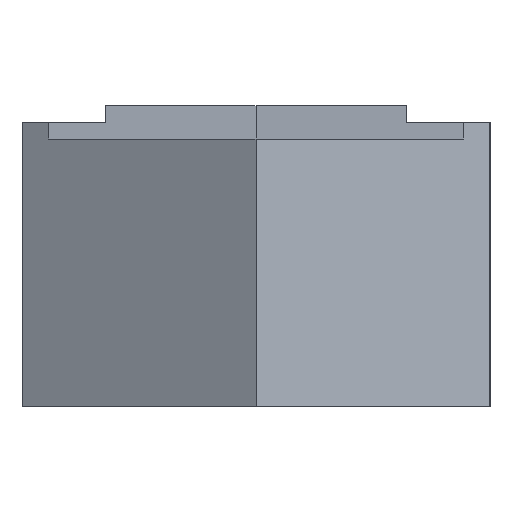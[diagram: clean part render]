
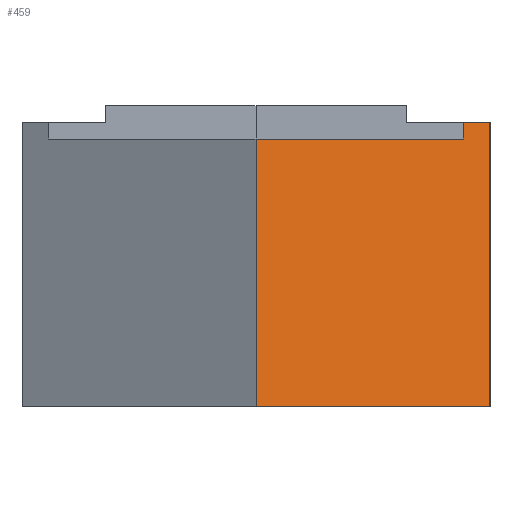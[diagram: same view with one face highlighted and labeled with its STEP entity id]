
A CAD part, left-side view. The second image highlights one B-rep face of the part: STEP entity #459.
In plain terms, the highlighted planar face has unit normal (-0.866, -0.5, 0).
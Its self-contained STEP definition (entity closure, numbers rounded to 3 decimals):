
#40=FACE_OUTER_BOUND('',#64,.T.);
#64=EDGE_LOOP('',(#385,#386,#387,#388,#389,#390));
#92=LINE('',#678,#151);
#100=LINE('',#694,#159);
#114=LINE('',#719,#173);
#121=LINE('',#735,#180);
#122=LINE('',#738,#181);
#123=LINE('',#739,#182);
#151=VECTOR('',#557,10.);
#159=VECTOR('',#569,10.);
#173=VECTOR('',#591,10.);
#180=VECTOR('',#606,10.);
#181=VECTOR('',#609,10.);
#182=VECTOR('',#610,10.);
#203=VERTEX_POINT('',#675);
#204=VERTEX_POINT('',#677);
#209=VERTEX_POINT('',#691);
#217=VERTEX_POINT('',#717);
#222=VERTEX_POINT('',#733);
#223=VERTEX_POINT('',#737);
#251=EDGE_CURVE('',#203,#204,#92,.T.);
#259=EDGE_CURVE('',#209,#203,#100,.T.);
#273=EDGE_CURVE('',#217,#209,#114,.T.);
#281=EDGE_CURVE('',#222,#204,#121,.T.);
#282=EDGE_CURVE('',#222,#223,#122,.T.);
#283=EDGE_CURVE('',#223,#217,#123,.T.);
#385=ORIENTED_EDGE('',*,*,#282,.F.);
#386=ORIENTED_EDGE('',*,*,#281,.T.);
#387=ORIENTED_EDGE('',*,*,#251,.F.);
#388=ORIENTED_EDGE('',*,*,#259,.F.);
#389=ORIENTED_EDGE('',*,*,#273,.F.);
#390=ORIENTED_EDGE('',*,*,#283,.F.);
#435=PLANE('',#502);
#459=ADVANCED_FACE('',(#40),#435,.T.);
#502=AXIS2_PLACEMENT_3D('',#736,#607,#608);
#557=DIRECTION('',(0.5,-0.866,0.));
#569=DIRECTION('',(0.,0.,1.));
#591=DIRECTION('',(0.5,-0.866,0.));
#606=DIRECTION('',(0.,0.,1.));
#607=DIRECTION('center_axis',(-0.866,-0.5,0.));
#608=DIRECTION('ref_axis',(0.5,-0.866,0.));
#609=DIRECTION('',(-0.5,0.866,0.));
#610=DIRECTION('',(0.,0.,1.));
#675=CARTESIAN_POINT('',(-2.7,-3.723,5.1));
#677=CARTESIAN_POINT('',(-2.425,-4.2,5.1));
#678=CARTESIAN_POINT('',(-3.169,-2.912,5.1));
#691=CARTESIAN_POINT('',(-2.7,-3.723,4.8));
#694=CARTESIAN_POINT('',(-2.7,-3.723,4.8));
#717=CARTESIAN_POINT('',(-4.85,0.,4.8));
#719=CARTESIAN_POINT('',(-2.425,-4.2,4.8));
#733=CARTESIAN_POINT('',(-2.425,-4.2,0.));
#735=CARTESIAN_POINT('',(-2.425,-4.2,0.));
#736=CARTESIAN_POINT('Origin',(-4.85,0.,0.));
#737=CARTESIAN_POINT('',(-4.85,0.,0.));
#738=CARTESIAN_POINT('',(-2.425,-4.2,0.));
#739=CARTESIAN_POINT('',(-4.85,0.,0.));
